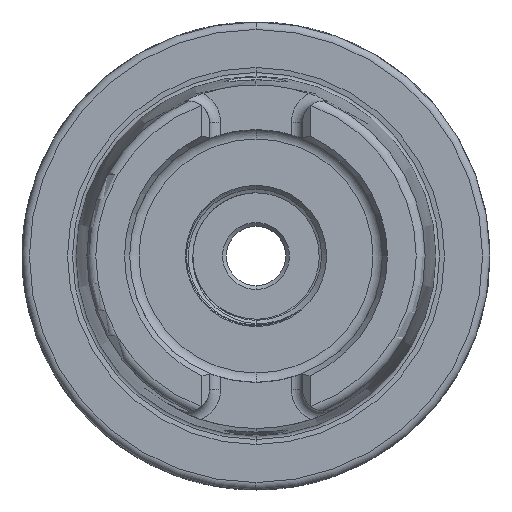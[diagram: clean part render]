
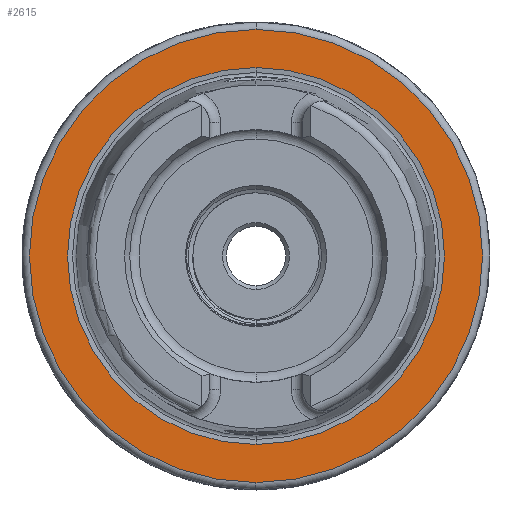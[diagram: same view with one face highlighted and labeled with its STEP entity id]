
A CAD part, left-side view. The second image highlights one B-rep face of the part: STEP entity #2615.
In plain terms, the highlighted planar face has unit normal (-1, 0, 0).
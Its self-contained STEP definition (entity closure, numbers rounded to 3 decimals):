
#309 = CARTESIAN_POINT ( 'NONE',  ( 0., 0., 0. ) ) ;
#335 = DIRECTION ( 'NONE',  ( 1., 0., 0. ) ) ;
#336 = DIRECTION ( 'NONE',  ( 0., 0., -1. ) ) ;
#1817 = EDGE_CURVE ( 'NONE', #17758, #17668, #6373, .T. ) ;
#1823 = EDGE_CURVE ( 'NONE', #17733, #17677, #6386, .T. ) ;
#1909 = EDGE_CURVE ( 'NONE', #17677, #17733, #6478, .T. ) ;
#1964 = EDGE_CURVE ( 'NONE', #17668, #17758, #6473, .T. ) ;
#2615 = ADVANCED_FACE ( 'NONE', ( #6635, #6616 ), #21093, .T. ) ;
#6171 = EDGE_LOOP ( 'NONE', ( #17861, #18456 ) ) ;
#6185 = EDGE_LOOP ( 'NONE', ( #23389, #23370 ) ) ;
#6373 = CIRCLE ( 'NONE', #24416, 25.369 ) ;
#6386 = CIRCLE ( 'NONE', #24456, 30.5 ) ;
#6473 = CIRCLE ( 'NONE', #24528, 25.369 ) ;
#6478 = CIRCLE ( 'NONE', #24473, 30.5 ) ;
#6616 = FACE_BOUND ( 'NONE', #6185, .T. ) ;
#6635 = FACE_OUTER_BOUND ( 'NONE', #6171, .T. ) ;
#12150 = CARTESIAN_POINT ( 'NONE',  ( 0., 0., -25.369 ) ) ;
#12152 = CARTESIAN_POINT ( 'NONE',  ( 0., 0., -30.5 ) ) ;
#12216 = CARTESIAN_POINT ( 'NONE',  ( 0., 0., 25.369 ) ) ;
#12226 = CARTESIAN_POINT ( 'NONE',  ( 0., 0., 30.5 ) ) ;
#17668 = VERTEX_POINT ( 'NONE', #12150 ) ;
#17677 = VERTEX_POINT ( 'NONE', #12152 ) ;
#17733 = VERTEX_POINT ( 'NONE', #12226 ) ;
#17758 = VERTEX_POINT ( 'NONE', #12216 ) ;
#17861 = ORIENTED_EDGE ( 'NONE', *, *, #1823, .T. ) ;
#18456 = ORIENTED_EDGE ( 'NONE', *, *, #1909, .T. ) ;
#20943 = DIRECTION ( 'NONE',  ( 0., 0., 1. ) ) ;
#20958 = DIRECTION ( 'NONE',  ( -1., 0., 0. ) ) ;
#20984 = CARTESIAN_POINT ( 'NONE',  ( 0., 0., 0. ) ) ;
#21079 = CARTESIAN_POINT ( 'NONE',  ( 0., 25.369, 0. ) ) ;
#21091 = DIRECTION ( 'NONE',  ( 0., 0., 1. ) ) ;
#21093 = PLANE ( 'NONE',  #24510 ) ;
#21110 = DIRECTION ( 'NONE',  ( -1., 0., 0. ) ) ;
#23370 = ORIENTED_EDGE ( 'NONE', *, *, #1964, .T. ) ;
#23389 = ORIENTED_EDGE ( 'NONE', *, *, #1817, .T. ) ;
#23778 = DIRECTION ( 'NONE',  ( 0., 0., 1. ) ) ;
#23781 = CARTESIAN_POINT ( 'NONE',  ( 0., 0., 0. ) ) ;
#23797 = DIRECTION ( 'NONE',  ( -1., 0., 0. ) ) ;
#24416 = AXIS2_PLACEMENT_3D ( 'NONE', #309, #335, #336 ) ;
#24456 = AXIS2_PLACEMENT_3D ( 'NONE', #20984, #20958, #20943 ) ;
#24473 = AXIS2_PLACEMENT_3D ( 'NONE', #23781, #23797, #23778 ) ;
#24510 = AXIS2_PLACEMENT_3D ( 'NONE', #21079, #21110, #21091 ) ;
#24528 = AXIS2_PLACEMENT_3D ( 'NONE', #24863, #24829, #24819 ) ;
#24819 = DIRECTION ( 'NONE',  ( 0., 0., -1. ) ) ;
#24829 = DIRECTION ( 'NONE',  ( 1., 0., 0. ) ) ;
#24863 = CARTESIAN_POINT ( 'NONE',  ( 0., 0., 0. ) ) ;
